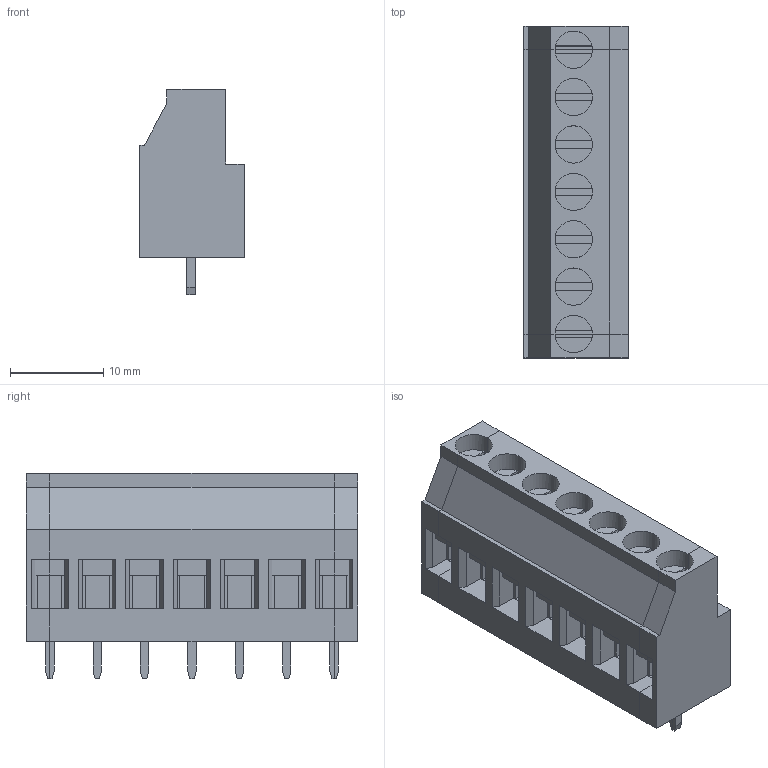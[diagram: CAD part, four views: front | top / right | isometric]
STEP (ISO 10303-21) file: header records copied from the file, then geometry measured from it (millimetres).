
FILE_DESCRIPTION( ( 'Unknown' ), '1' );
FILE_NAME( '691244510007.stp', 'Unknown', ( 'Unknown' ), ( 'Unknown' ), 'PSStep 17.0.49', 'Unknown', ' ' );
FILE_SCHEMA( ( 'AUTOMOTIVE_DESIGN { 1 0 10303 214 1 1 1 1 }' ) );
Length unit declared in the file: millimetre
Products named in the file (4): Assem1; MRT15P5.08_DX; MRT15P5.08_SX; MRT15P5.08_CNT
Assembly tree (3 placements, depth 2):
  Assem1
    MRT15P5.08_DX
    MRT15P5.08_SX
    MRT15P5.08_CNT
Bounding box: 11.2 x 35.56 x 22 mm (x, y, z)
Volume: 5315.8 mm3; surface area: 4027.4 mm2
Topology: 3 solids, 3 shells, 257 faces, 708 edges, 472 vertices
Faces by surface type: plane 248, cylinder 9
Full cylindrical faces by diameter (mm): 4 x5
Entity records: 10099 total; most frequent: CARTESIAN_POINT 1426, ORIENTED_EDGE 1396, DIRECTION 1261, EDGE_CURVE 698, LINE 657, VECTOR 657, VERTEX_POINT 467, AXIS2_PLACEMENT_3D 302
